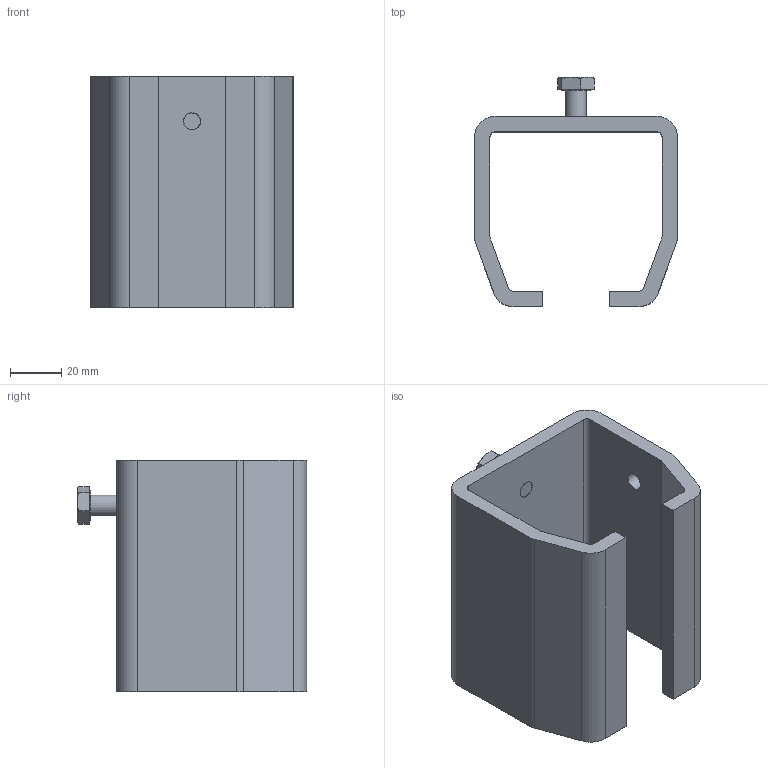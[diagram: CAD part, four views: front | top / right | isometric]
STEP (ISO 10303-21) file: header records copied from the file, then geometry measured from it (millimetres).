
FILE_DESCRIPTION(/* description */ ('Support à Souder Inox 304L'),/* implementation_level */ '2;1');
FILE_NAME(/* name */ '9058XA2.stp',/* time_stamp */ '2019-08-23T08:47:14+02:00',/* author */ ('lionel'),/* organization */ (''),/* preprocessor_version */ 'ST-DEVELOPER v17.2',/* originating_system */ 'Autodesk Inventor 2019',/* authorisation */ '');
FILE_SCHEMA (('AUTOMOTIVE_DESIGN { 1 0 10303 214 3 1 1 }'));
Length unit declared in the file: millimetre
Products named in the file (3): 9058XA2; 22241; 04023
Assembly tree (2 placements, depth 2):
  9058XA2
    22241
    04023
Bounding box: 79 x 89.3 x 90 mm (x, y, z)
Volume: 128468.8 mm3; surface area: 47377.3 mm2
Topology: 2 solids, 2 shells, 51 faces, 134 edges, 89 vertices
Faces by surface type: plane 28, cylinder 16, cone 7
Full cylindrical faces by diameter (mm): 6.647 x2, 8 x1, 11.63 x1
Entity records: 1695 total; most frequent: CARTESIAN_POINT 303, DIRECTION 279, ORIENTED_EDGE 268, EDGE_CURVE 134, AXIS2_PLACEMENT_3D 101, VERTEX_POINT 89, LINE 77, VECTOR 77
